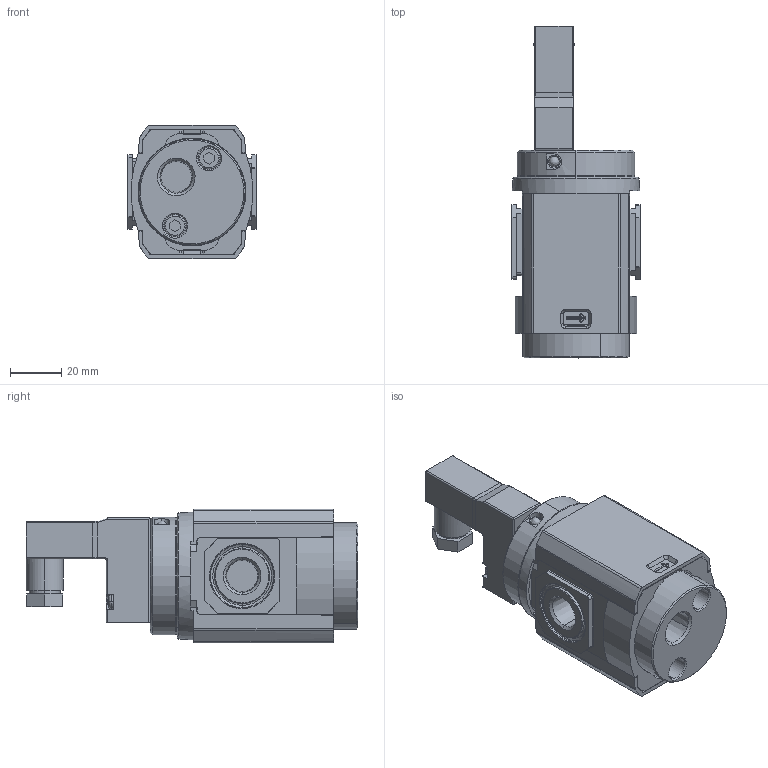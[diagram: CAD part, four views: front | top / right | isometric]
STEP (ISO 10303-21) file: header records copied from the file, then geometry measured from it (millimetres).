
FILE_DESCRIPTION (( 'STEP AP203' ), '1' );
FILE_NAME ('P82F-2AT-PFA.step', '2021-09-13T13:24:10', ( '' ), ( '' ), 'SwSTEP 2.0', 'SolidWorks 2021', '' );
FILE_SCHEMA (( 'CONFIG_CONTROL_DESIGN' ));
Length unit declared in the file: millimetre
Products named in the file (1): P82F-2AT-PFA
Bounding box: 50 x 129.4 x 52 mm (x, y, z)
Volume: 175721.9 mm3; surface area: 57941.7 mm2
Topology: 7 solids, 7 shells, 857 faces, 2195 edges, 1410 vertices
Faces by surface type: plane 385, cylinder 249, cone 160, bspline 59, torus 4
Entity records: 27734 total; most frequent: CARTESIAN_POINT 6835, DIRECTION 4377, ORIENTED_EDGE 4350, EDGE_CURVE 2175, AXIS2_PLACEMENT_3D 1589, VERTEX_POINT 1410, LINE 1199, VECTOR 1199
